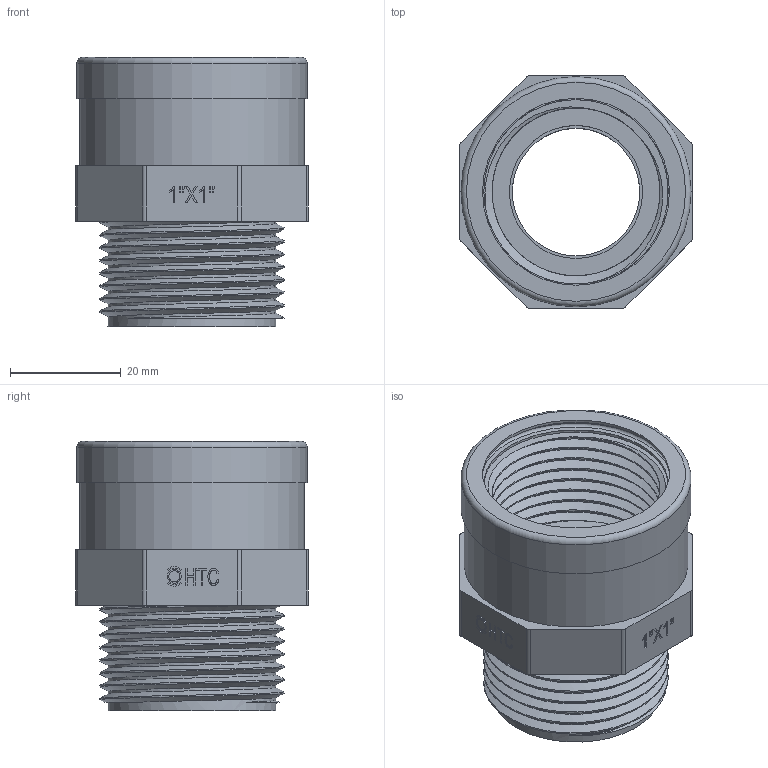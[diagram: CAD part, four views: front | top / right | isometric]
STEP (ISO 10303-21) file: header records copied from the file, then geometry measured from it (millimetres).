
FILE_DESCRIPTION(/* description */ (''),/* implementation_level */ '2;1');
FILE_NAME(/* name */ 'Z1A032032+铁圈.stp',/* time_stamp */ '2025-05-15T16:16:31+08:00',/* author */ (''),/* organization */ (''),/* preprocessor_version */ 'ST-DEVELOPER v16.7',/* originating_system */ 'SIEMENS PLM Software NX 12.0',/* authorisation */ '');
FILE_SCHEMA (('AUTOMOTIVE_DESIGN { 1 0 10303 214 3 1 1 1 }'));
Length unit declared in the file: millimetre
Products named in the file (1): Admi0674FAD7a5el
Bounding box: 42 x 42 x 48.5 mm (x, y, z)
Volume: 26103.7 mm3; surface area: 17369.7 mm2
Topology: 2 solids, 2 shells, 287 faces, 751 edges, 500 vertices
Faces by surface type: plane 158, extrusion 80, cylinder 41, torus 4, bspline 4
Full cylindrical faces by diameter (mm): 2 x1, 2.5 x1, 23 x1, 24 x1, 30.291 x8, 33.249 x8, 33.7 x1, 36 x1, 40.5 x2, 41.5 x1
Entity records: 12440 total; most frequent: CARTESIAN_POINT 6564, ORIENTED_EDGE 1368, DIRECTION 804, EDGE_CURVE 684, B_SPLINE_CURVE_WITH_KNOTS 472, VERTEX_POINT 464, EDGE_LOOP 322, VECTOR 316
